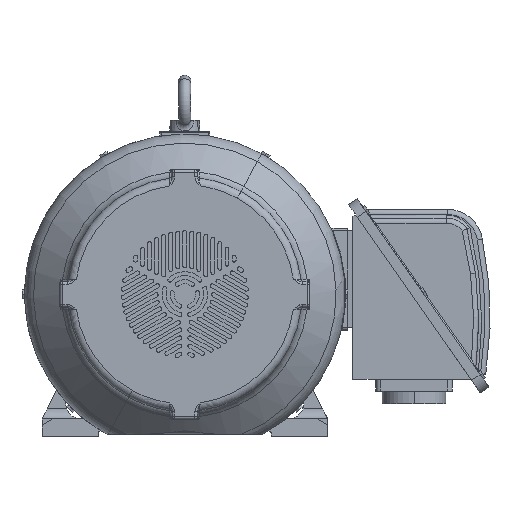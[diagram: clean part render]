
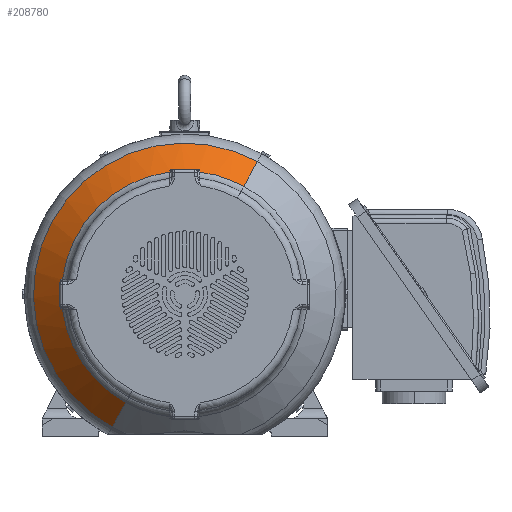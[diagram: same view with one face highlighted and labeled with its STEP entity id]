
A CAD part, left-side view. The second image highlights one B-rep face of the part: STEP entity #208780.
In plain terms, the highlighted conical face has half-angle 45 degrees and reference radius 241.716 mm.
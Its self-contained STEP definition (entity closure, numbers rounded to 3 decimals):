
#202722=CARTESIAN_POINT('Vertex',(-807.574,-142.354,260.577)) ;
#202737=CARTESIAN_POINT('Axis2P3D Location',(-862.784,0.,0.)) ;
#202775=CARTESIAN_POINT('Vertex',(-862.784,115.885,-212.126)) ;
#202778=CARTESIAN_POINT('Line Origine',(-835.179,129.119,-236.351)) ;
#202782=CARTESIAN_POINT('Vertex',(-807.574,142.354,-260.577)) ;
#202825=CARTESIAN_POINT('Line Origine',(-835.179,-129.119,236.351)) ;
#202829=CARTESIAN_POINT('Vertex',(-862.784,-115.885,212.126)) ;
#202951=CARTESIAN_POINT('Axis2P3D Location',(-807.574,0.,0.)) ;
#205599=CARTESIAN_POINT('Control Point',(-858.316,24.111,245.)) ;
#205600=CARTESIAN_POINT('Control Point',(-859.26,14.475,245.)) ;
#205601=CARTESIAN_POINT('Control Point',(-859.738,4.826,245.)) ;
#205602=CARTESIAN_POINT('Control Point',(-859.738,-4.826,245.)) ;
#205603=CARTESIAN_POINT('Control Point',(-859.26,-14.475,245.)) ;
#205604=CARTESIAN_POINT('Control Point',(-858.316,-24.111,245.)) ;
#205605=CARTESIAN_POINT('Vertex',(-858.316,24.111,245.)) ;
#205607=CARTESIAN_POINT('Vertex',(-858.316,-24.111,245.)) ;
#206829=CARTESIAN_POINT('Control Point',(-862.784,29.568,239.901)) ;
#206830=CARTESIAN_POINT('Control Point',(-862.068,29.569,240.622)) ;
#206831=CARTESIAN_POINT('Control Point',(-861.351,29.57,241.344)) ;
#206832=CARTESIAN_POINT('Control Point',(-860.634,29.571,242.066)) ;
#206833=CARTESIAN_POINT('Control Point',(-859.918,29.573,242.788)) ;
#206834=CARTESIAN_POINT('Control Point',(-859.201,29.574,243.51)) ;
#206835=CARTESIAN_POINT('Vertex',(-859.201,29.574,243.51)) ;
#206837=CARTESIAN_POINT('Vertex',(-862.784,29.568,239.901)) ;
#206961=CARTESIAN_POINT('Control Point',(-858.316,24.111,245.)) ;
#206962=CARTESIAN_POINT('Control Point',(-858.188,25.419,245.)) ;
#206963=CARTESIAN_POINT('Control Point',(-858.233,26.688,244.821)) ;
#206964=CARTESIAN_POINT('Control Point',(-858.447,27.848,244.475)) ;
#206965=CARTESIAN_POINT('Control Point',(-858.785,28.8,244.023)) ;
#206966=CARTESIAN_POINT('Control Point',(-859.201,29.574,243.51)) ;
#207057=CARTESIAN_POINT('Control Point',(-858.316,-24.111,245.)) ;
#207058=CARTESIAN_POINT('Control Point',(-858.188,-25.42,245.)) ;
#207059=CARTESIAN_POINT('Control Point',(-858.234,-26.69,244.821)) ;
#207060=CARTESIAN_POINT('Control Point',(-858.447,-27.846,244.476)) ;
#207061=CARTESIAN_POINT('Control Point',(-858.785,-28.8,244.023)) ;
#207062=CARTESIAN_POINT('Control Point',(-859.201,-29.574,243.51)) ;
#207063=CARTESIAN_POINT('Vertex',(-859.201,-29.574,243.51)) ;
#207140=CARTESIAN_POINT('Vertex',(-862.784,-29.568,239.901)) ;
#207144=CARTESIAN_POINT('Control Point',(-862.784,-29.568,239.901)) ;
#207145=CARTESIAN_POINT('Control Point',(-862.068,-29.569,240.622)) ;
#207146=CARTESIAN_POINT('Control Point',(-861.351,-29.57,241.344)) ;
#207147=CARTESIAN_POINT('Control Point',(-860.634,-29.571,242.066)) ;
#207148=CARTESIAN_POINT('Control Point',(-859.918,-29.573,242.788)) ;
#207149=CARTESIAN_POINT('Control Point',(-859.201,-29.574,243.51)) ;
#207165=CARTESIAN_POINT('Axis2P3D Location',(-862.784,0.,0.)) ;
#208026=CARTESIAN_POINT('Vertex',(-862.784,239.901,-29.568)) ;
#208029=CARTESIAN_POINT('Axis2P3D Location',(-862.784,0.,0.)) ;
#208400=CARTESIAN_POINT('Vertex',(-862.784,239.901,29.568)) ;
#208403=CARTESIAN_POINT('Axis2P3D Location',(-862.784,0.,0.)) ;
#208720=CARTESIAN_POINT('Control Point',(-858.316,245.,-24.111)) ;
#208721=CARTESIAN_POINT('Control Point',(-859.496,245.,-12.066)) ;
#208722=CARTESIAN_POINT('Control Point',(-859.9,245.,0.)) ;
#208723=CARTESIAN_POINT('Control Point',(-859.496,245.,12.066)) ;
#208724=CARTESIAN_POINT('Control Point',(-858.316,245.,24.111)) ;
#208725=CARTESIAN_POINT('Vertex',(-858.316,245.,-24.111)) ;
#208727=CARTESIAN_POINT('Vertex',(-858.316,245.,24.111)) ;
#208731=CARTESIAN_POINT('Control Point',(-858.316,245.,24.111)) ;
#208732=CARTESIAN_POINT('Control Point',(-858.188,245.,25.42)) ;
#208733=CARTESIAN_POINT('Control Point',(-858.234,244.821,26.69)) ;
#208734=CARTESIAN_POINT('Control Point',(-858.447,244.476,27.846)) ;
#208735=CARTESIAN_POINT('Control Point',(-858.785,244.023,28.8)) ;
#208736=CARTESIAN_POINT('Control Point',(-859.201,243.51,29.574)) ;
#208737=CARTESIAN_POINT('Vertex',(-859.201,243.51,29.574)) ;
#208741=CARTESIAN_POINT('Control Point',(-862.784,239.901,29.568)) ;
#208742=CARTESIAN_POINT('Control Point',(-861.59,241.104,29.57)) ;
#208743=CARTESIAN_POINT('Control Point',(-860.396,242.307,29.572)) ;
#208744=CARTESIAN_POINT('Control Point',(-859.201,243.51,29.574)) ;
#208747=CARTESIAN_POINT('Control Point',(-862.784,239.901,-29.568)) ;
#208748=CARTESIAN_POINT('Control Point',(-861.59,241.104,-29.57)) ;
#208749=CARTESIAN_POINT('Control Point',(-860.396,242.307,-29.572)) ;
#208750=CARTESIAN_POINT('Control Point',(-859.201,243.51,-29.574)) ;
#208751=CARTESIAN_POINT('Vertex',(-859.201,243.51,-29.574)) ;
#208755=CARTESIAN_POINT('Control Point',(-858.316,245.,-24.111)) ;
#208756=CARTESIAN_POINT('Control Point',(-858.188,245.,-25.419)) ;
#208757=CARTESIAN_POINT('Control Point',(-858.233,244.821,-26.688)) ;
#208758=CARTESIAN_POINT('Control Point',(-858.447,244.475,-27.848)) ;
#208759=CARTESIAN_POINT('Control Point',(-858.785,244.023,-28.8)) ;
#208760=CARTESIAN_POINT('Control Point',(-859.201,243.51,-29.574)) ;
#202738=DIRECTION('Axis2P3D Direction',(1.,0.,0.)) ;
#202739=DIRECTION('Axis2P3D XDirection',(0.,-0.479,0.878)) ;
#202779=DIRECTION('Vector Direction',(0.707,0.339,-0.621)) ;
#202826=DIRECTION('Vector Direction',(0.707,-0.339,0.621)) ;
#202952=DIRECTION('Axis2P3D Direction',(1.,0.,0.)) ;
#207166=DIRECTION('Axis2P3D Direction',(1.,0.,0.)) ;
#208030=DIRECTION('Axis2P3D Direction',(1.,0.,0.)) ;
#208404=DIRECTION('Axis2P3D Direction',(1.,0.,0.)) ;
#202740=AXIS2_PLACEMENT_3D('Cone Axis2P3D',#202737,#202738,#202739) ;
#202953=AXIS2_PLACEMENT_3D('Circle Axis2P3D',#202951,#202952,$) ;
#207167=AXIS2_PLACEMENT_3D('Circle Axis2P3D',#207165,#207166,$) ;
#208031=AXIS2_PLACEMENT_3D('Circle Axis2P3D',#208029,#208030,$) ;
#208405=AXIS2_PLACEMENT_3D('Circle Axis2P3D',#208403,#208404,$) ;
#208763=ORIENTED_EDGE('',*,*,#208729,.T.) ;
#208764=ORIENTED_EDGE('',*,*,#208739,.F.) ;
#208765=ORIENTED_EDGE('',*,*,#208745,.T.) ;
#208766=ORIENTED_EDGE('',*,*,#208407,.T.) ;
#208767=ORIENTED_EDGE('',*,*,#206839,.F.) ;
#208768=ORIENTED_EDGE('',*,*,#206967,.F.) ;
#208769=ORIENTED_EDGE('',*,*,#205609,.T.) ;
#208770=ORIENTED_EDGE('',*,*,#207065,.F.) ;
#208771=ORIENTED_EDGE('',*,*,#207150,.T.) ;
#208772=ORIENTED_EDGE('',*,*,#207169,.T.) ;
#208773=ORIENTED_EDGE('',*,*,#202831,.F.) ;
#208774=ORIENTED_EDGE('',*,*,#202955,.F.) ;
#208775=ORIENTED_EDGE('',*,*,#202784,.T.) ;
#208776=ORIENTED_EDGE('',*,*,#208033,.T.) ;
#208777=ORIENTED_EDGE('',*,*,#208753,.F.) ;
#208778=ORIENTED_EDGE('',*,*,#208761,.F.) ;
#202780=VECTOR('Line Direction',#202779,1.) ;
#202827=VECTOR('Line Direction',#202826,1.) ;
#208780=ADVANCED_FACE('PartBody',(#208779),#202741,.T.) ;
#205598=B_SPLINE_CURVE_WITH_KNOTS('',5,(#205599,#205600,#205601,#205602,#205603,#205604),.UNSPECIFIED.,.F.,.U.,(6,6),(1.323,73.016),.UNSPECIFIED.) ;
#206828=B_SPLINE_CURVE_WITH_KNOTS('',5,(#206829,#206830,#206831,#206832,#206833,#206834),.UNSPECIFIED.,.F.,.U.,(6,6),(72.066,79.262),.UNSPECIFIED.) ;
#206960=B_SPLINE_CURVE_WITH_KNOTS('',5,(#206961,#206962,#206963,#206964,#206965,#206966),.UNSPECIFIED.,.F.,.U.,(6,6),(0.,10.538),.UNSPECIFIED.) ;
#207056=B_SPLINE_CURVE_WITH_KNOTS('',5,(#207057,#207058,#207059,#207060,#207061,#207062),.UNSPECIFIED.,.F.,.U.,(6,6),(0.,10.54),.UNSPECIFIED.) ;
#207143=B_SPLINE_CURVE_WITH_KNOTS('',5,(#207144,#207145,#207146,#207147,#207148,#207149),.UNSPECIFIED.,.F.,.U.,(6,6),(72.066,79.262),.UNSPECIFIED.) ;
#208719=B_SPLINE_CURVE_WITH_KNOTS('',4,(#208720,#208721,#208722,#208723,#208724),.UNSPECIFIED.,.F.,.U.,(5,5),(1.323,73.016),.UNSPECIFIED.) ;
#208730=B_SPLINE_CURVE_WITH_KNOTS('',5,(#208731,#208732,#208733,#208734,#208735,#208736),.UNSPECIFIED.,.F.,.U.,(6,6),(0.,10.54),.UNSPECIFIED.) ;
#208740=B_SPLINE_CURVE_WITH_KNOTS('',3,(#208741,#208742,#208743,#208744),.UNSPECIFIED.,.F.,.U.,(4,4),(72.066,79.262),.UNSPECIFIED.) ;
#208746=B_SPLINE_CURVE_WITH_KNOTS('',3,(#208747,#208748,#208749,#208750),.UNSPECIFIED.,.F.,.U.,(4,4),(72.066,79.262),.UNSPECIFIED.) ;
#208754=B_SPLINE_CURVE_WITH_KNOTS('',5,(#208755,#208756,#208757,#208758,#208759,#208760),.UNSPECIFIED.,.F.,.U.,(6,6),(0.,10.538),.UNSPECIFIED.) ;
#202954=CIRCLE('generated circle',#202953,296.926) ;
#207168=CIRCLE('generated circle',#207167,241.716) ;
#208032=CIRCLE('generated circle',#208031,241.716) ;
#208406=CIRCLE('generated circle',#208405,241.716) ;
#202741=CONICAL_SURFACE('Cone',#202740,241.716,0.785) ;
#202784=EDGE_CURVE('',#202783,#202776,#202781,.F.) ;
#202831=EDGE_CURVE('',#202723,#202830,#202828,.F.) ;
#202955=EDGE_CURVE('',#202783,#202723,#202954,.T.) ;
#205609=EDGE_CURVE('',#205606,#205608,#205598,.T.) ;
#206839=EDGE_CURVE('',#206836,#206838,#206828,.F.) ;
#206967=EDGE_CURVE('',#205606,#206836,#206960,.T.) ;
#207065=EDGE_CURVE('',#207064,#205608,#207056,.F.) ;
#207150=EDGE_CURVE('',#207064,#207141,#207143,.F.) ;
#207169=EDGE_CURVE('',#207141,#202830,#207168,.T.) ;
#208033=EDGE_CURVE('',#202776,#208027,#208032,.T.) ;
#208407=EDGE_CURVE('',#208401,#206838,#208406,.T.) ;
#208729=EDGE_CURVE('',#208726,#208728,#208719,.T.) ;
#208739=EDGE_CURVE('',#208738,#208728,#208730,.F.) ;
#208745=EDGE_CURVE('',#208738,#208401,#208740,.F.) ;
#208753=EDGE_CURVE('',#208752,#208027,#208746,.F.) ;
#208761=EDGE_CURVE('',#208726,#208752,#208754,.T.) ;
#208762=EDGE_LOOP('',(#208763,#208764,#208765,#208766,#208767,#208768,#208769,#208770,#208771,#208772,#208773,#208774,#208775,#208776,#208777,#208778)) ;
#208779=FACE_OUTER_BOUND('',#208762,.T.) ;
#202781=LINE('Line',#202778,#202780) ;
#202828=LINE('Line',#202825,#202827) ;
#202723=VERTEX_POINT('',#202722) ;
#202776=VERTEX_POINT('',#202775) ;
#202783=VERTEX_POINT('',#202782) ;
#202830=VERTEX_POINT('',#202829) ;
#205606=VERTEX_POINT('',#205605) ;
#205608=VERTEX_POINT('',#205607) ;
#206836=VERTEX_POINT('',#206835) ;
#206838=VERTEX_POINT('',#206837) ;
#207064=VERTEX_POINT('',#207063) ;
#207141=VERTEX_POINT('',#207140) ;
#208027=VERTEX_POINT('',#208026) ;
#208401=VERTEX_POINT('',#208400) ;
#208726=VERTEX_POINT('',#208725) ;
#208728=VERTEX_POINT('',#208727) ;
#208738=VERTEX_POINT('',#208737) ;
#208752=VERTEX_POINT('',#208751) ;
